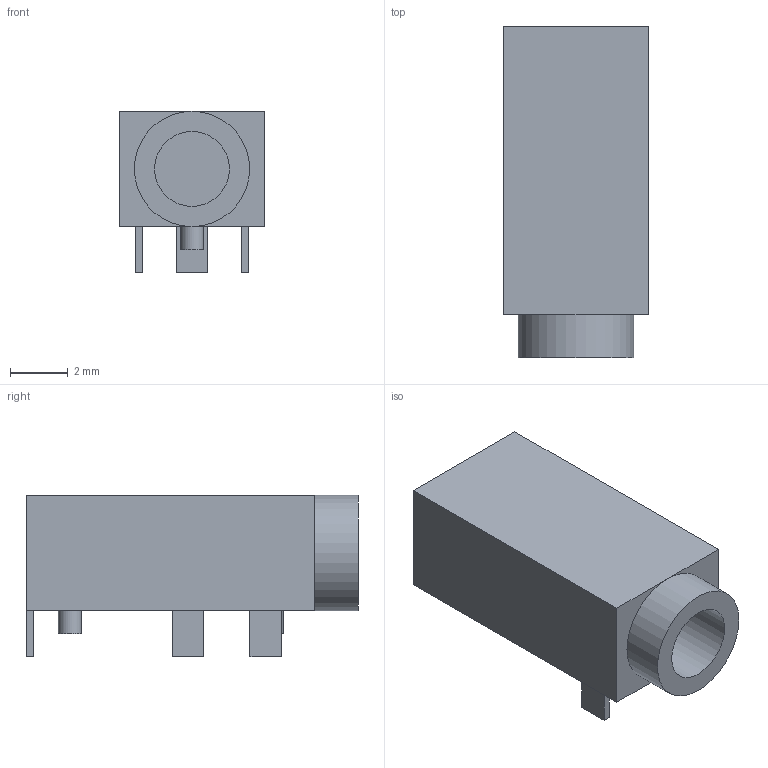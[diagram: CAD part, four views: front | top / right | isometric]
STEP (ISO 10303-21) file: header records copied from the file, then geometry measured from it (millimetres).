
FILE_DESCRIPTION( ( '' ), ' ' );
FILE_NAME( '5cf30f34ea560e17122cbe4d.step', '2019-06-01T23:50:12', ( '' ), ( '' ), ' ', ' ', ' ' );
FILE_SCHEMA( ( 'AUTOMOTIVE_DESIGN { 1 0 10303 214 1 1 1 1 }' ) );
Length unit declared in the file: metre
Products named in the file (1): STX-2000-3N
Bounding box: 5 x 11.53 x 5.6 mm (x, y, z)
Volume: 162.6 mm3; surface area: 345.7 mm2
Topology: 1 solids, 1 shells, 31 faces, 69 edges, 45 vertices
Faces by surface type: plane 27, cylinder 4
Full cylindrical faces by diameter (mm): 0.8 x2, 2.6 x1, 4 x1
Entity records: 1074 total; most frequent: CARTESIAN_POINT 138, DIRECTION 136, ORIENTED_EDGE 126, EDGE_CURVE 63, LINE 54, VECTOR 54, VERTEX_POINT 43, AXIS2_PLACEMENT_3D 41
